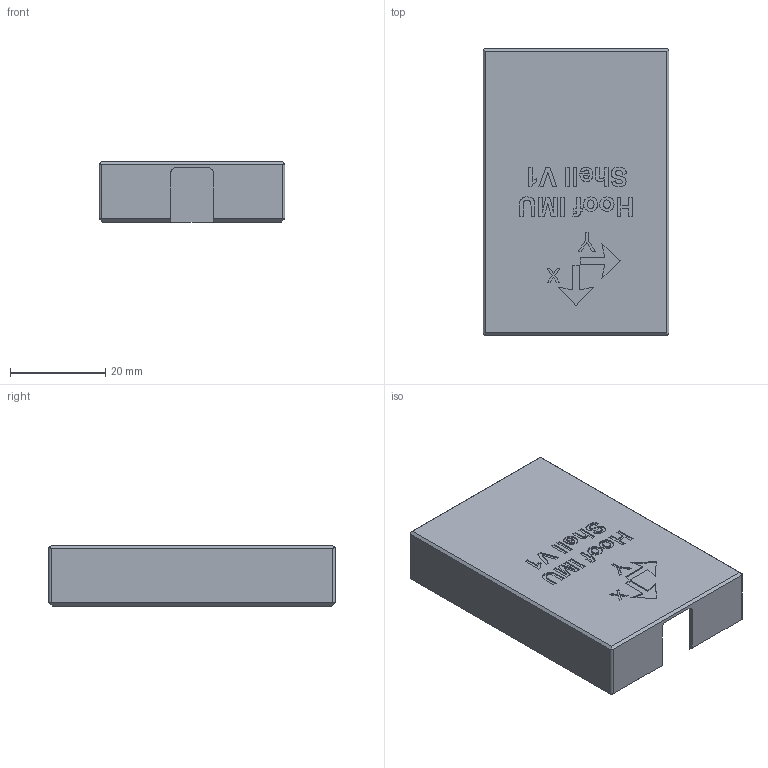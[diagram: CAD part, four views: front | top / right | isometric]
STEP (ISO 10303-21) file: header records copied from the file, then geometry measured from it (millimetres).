
FILE_DESCRIPTION(/* description */ (''),/* implementation_level */ '2;1');
FILE_NAME(/* name */ 'Slide On Lid.step',/* time_stamp */ '2023-11-06T03:56:20-08:00',/* author */ (''),/* organization */ (''),/* preprocessor_version */ 'ST-DEVELOPER v20',/* originating_system */ 'Autodesk Translation Framework v12.14.0.127',/* authorisation */ '');
FILE_SCHEMA (('AUTOMOTIVE_DESIGN { 1 0 10303 214 3 1 1 }'));
Length unit declared in the file: millimetre
Products named in the file (1): Slide On Lid
Bounding box: 39.02 x 60.18 x 12.7 mm (x, y, z)
Volume: 4304.1 mm3; surface area: 9191.2 mm2
Topology: 1 solids, 1 shells, 286 faces, 789 edges, 526 vertices
Faces by surface type: plane 161, bspline 119, cylinder 6
Entity records: 10156 total; most frequent: CARTESIAN_POINT 3625, ORIENTED_EDGE 1578, DIRECTION 907, EDGE_CURVE 789, LINE 531, VECTOR 531, VERTEX_POINT 526, EDGE_LOOP 307
